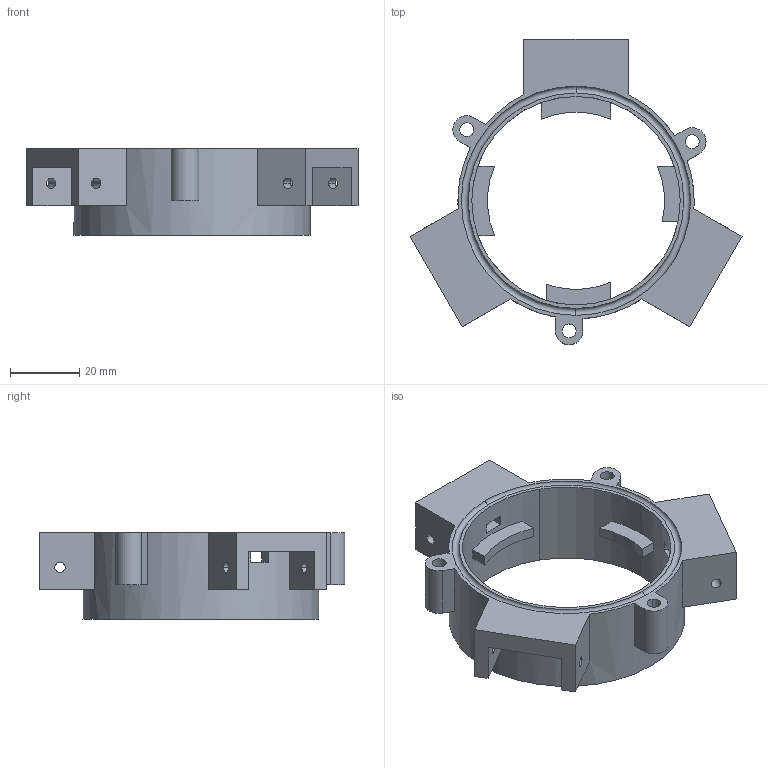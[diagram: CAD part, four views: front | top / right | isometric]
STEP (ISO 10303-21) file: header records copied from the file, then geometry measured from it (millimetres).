
FILE_DESCRIPTION(('CATIA V5 STEP Exchange'),'2;1');
FILE_NAME('Solar_Flap_Fixture.stp','2022-03-21T05:03:48+00:00',('none'),('none'),'CATIA Version 5-6 Release 2017','CATIA V5 STEP AP203','none');
FILE_SCHEMA(('CONFIG_CONTROL_DESIGN'));
Length unit declared in the file: millimetre
Products named in the file (1): Solar_Flaps_Fixture
Bounding box: 95.56 x 87.98 x 25 mm (x, y, z)
Volume: 33047.4 mm3; surface area: 19246.3 mm2
Topology: 1 solids, 1 shells, 92 faces, 267 edges, 178 vertices
Faces by surface type: plane 61, cylinder 29, torus 2
Entity records: 2879 total; most frequent: ORIENTED_EDGE 534, CARTESIAN_POINT 501, DIRECTION 377, EDGE_CURVE 267, VERTEX_POINT 178, VECTOR 163, LINE 163, AXIS2_PLACEMENT_3D 160
